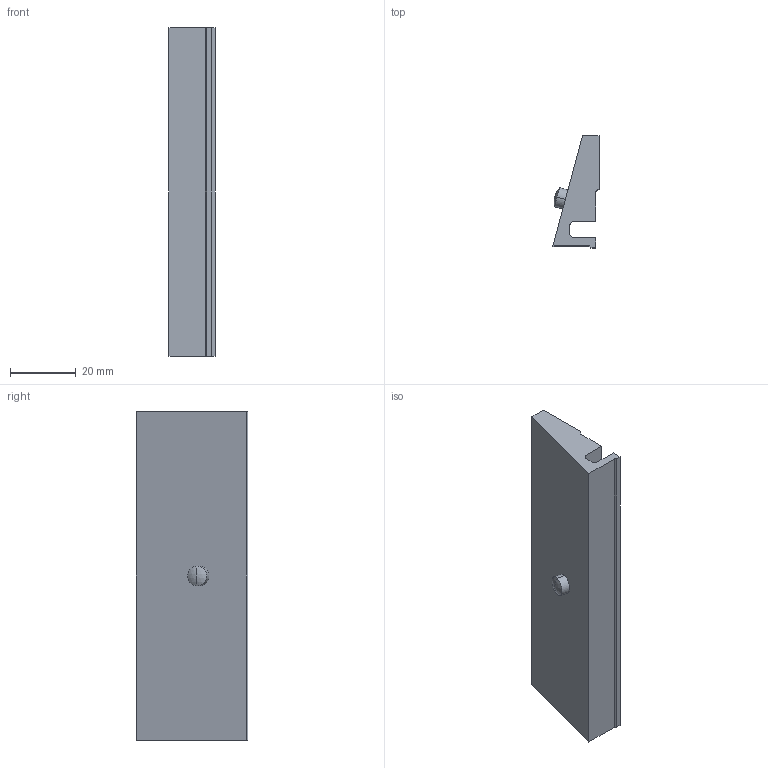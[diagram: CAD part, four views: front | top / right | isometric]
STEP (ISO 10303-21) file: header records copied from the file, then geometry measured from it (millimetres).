
FILE_DESCRIPTION(('STEP AP214'),'1');
FILE_NAME('HALDERN_EH_23231_0031.stp','2015-05-04T09:25:08',('TraceParts'),('TraceParts S.A.'),'Spatial InterOp 3D',' ',' ');
FILE_SCHEMA(('automotive_design'));
Length unit declared in the file: millimetre
Products named in the file (1): 1
Bounding box: 14 x 34 x 100 mm (x, y, z)
Volume: 26361 mm3; surface area: 10826.5 mm2
Topology: 1 solids, 1 shells, 24 faces, 58 edges, 38 vertices
Faces by surface type: plane 16, cylinder 4, sphere 4
Entity records: 906 total; most frequent: CARTESIAN_POINT 121, DIRECTION 120, ORIENTED_EDGE 116, EDGE_CURVE 58, LINE 46, VECTOR 46, VERTEX_POINT 38, AXIS2_PLACEMENT_3D 37
